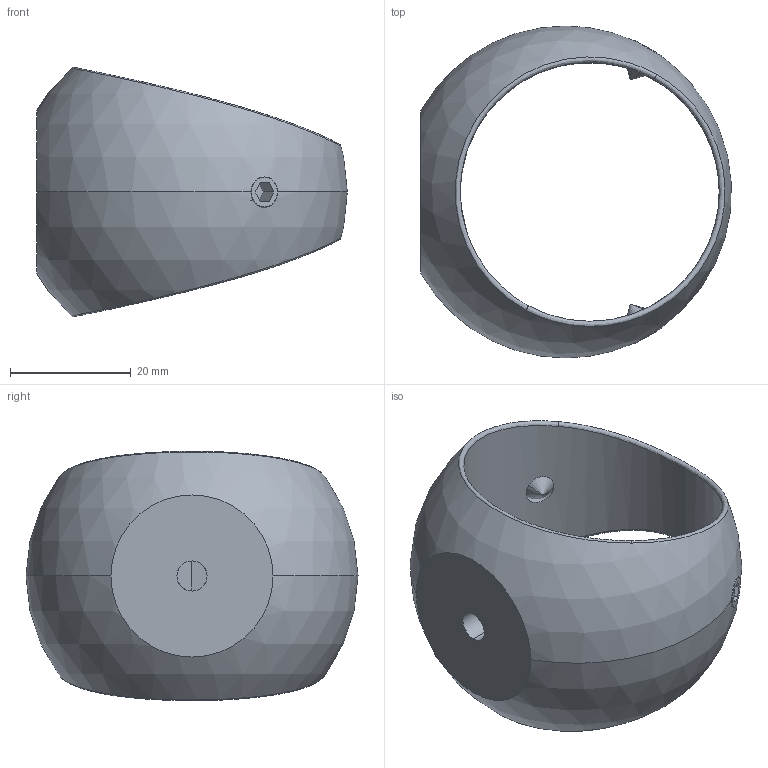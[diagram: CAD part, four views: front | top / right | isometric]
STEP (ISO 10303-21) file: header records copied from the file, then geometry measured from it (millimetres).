
FILE_DESCRIPTION (( 'STEP AP203' ), '1' );
FILE_NAME ('A14_0802-042.STEP', '2024-02-14T14:40:55', ( '' ), ( '' ), 'SwSTEP 2.0', 'SolidWorks 2019', '' );
FILE_SCHEMA (( 'CONFIG_CONTROL_DESIGN' ));
Length unit declared in the file: millimetre
Products named in the file (3): Skrutka DIN 914_SKRUTKA M 6X 6; A14_0802-042; A14_0802-042.P1
Assembly tree (3 placements, depth 2):
  A14_0802-042
    A14_0802-042.P1
    Skrutka DIN 914_SKRUTKA M 6X 6  x2
Bounding box: 51.46 x 55 x 41.32 mm (x, y, z)
Volume: 21437.4 mm3; surface area: 9991.8 mm2
Topology: 3 solids, 3 shells, 45 faces, 112 edges, 70 vertices
Faces by surface type: plane 19, cylinder 12, cone 8, bspline 4, sphere 2
Entity records: 2551 total; most frequent: CARTESIAN_POINT 1509, ORIENTED_EDGE 152, DIRECTION 147, EDGE_CURVE 76, AXIS2_PLACEMENT_3D 57, VERTEX_POINT 48, EDGE_LOOP 36, VECTOR 33
